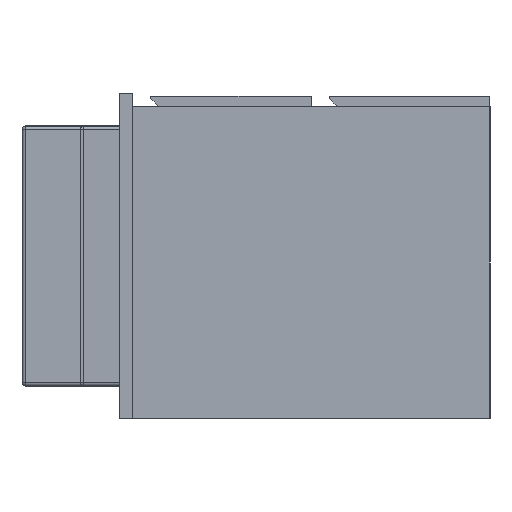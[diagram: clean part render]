
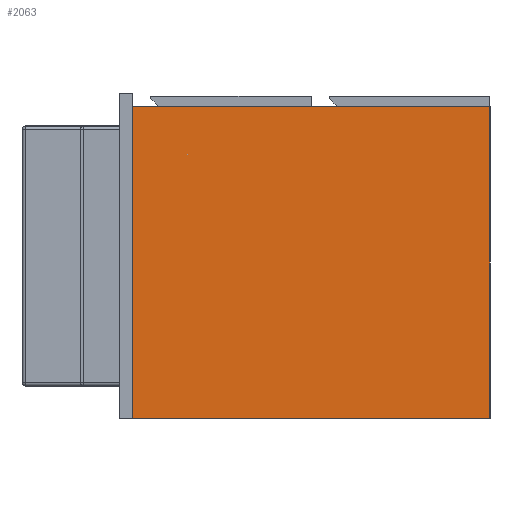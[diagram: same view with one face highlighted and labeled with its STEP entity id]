
A CAD part, left-side view. The second image highlights one B-rep face of the part: STEP entity #2063.
In plain terms, the highlighted planar face has unit normal (-1, 0, 0).
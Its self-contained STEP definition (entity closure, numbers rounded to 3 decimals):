
#155 = LINE ( 'NONE', #1743, #7508 ) ;
#826 = EDGE_CURVE ( 'NONE', #3806, #2482, #155, .T. ) ;
#894 = CARTESIAN_POINT ( 'NONE',  ( -744., 275., 0. ) ) ;
#1023 = VECTOR ( 'NONE', #2495, 1000. ) ;
#1290 = ORIENTED_EDGE ( 'NONE', *, *, #4009, .T. ) ;
#1495 = EDGE_CURVE ( 'NONE', #5890, #6097, #5445, .T. ) ;
#1564 = DIRECTION ( 'NONE',  ( 0., 1., 0. ) ) ;
#1743 = CARTESIAN_POINT ( 'NONE',  ( -744., 275., 480. ) ) ;
#2063 = ADVANCED_FACE ( 'NONE', ( #7329 ), #2864, .T. ) ;
#2482 = VERTEX_POINT ( 'NONE', #5325 ) ;
#2495 = DIRECTION ( 'NONE',  ( 0., 0., -1. ) ) ;
#2732 = VECTOR ( 'NONE', #5043, 1000. ) ;
#2864 = PLANE ( 'NONE',  #5783 ) ;
#3030 = LINE ( 'NONE', #6548, #1023 ) ;
#3037 = LINE ( 'NONE', #4501, #2732 ) ;
#3237 = ORIENTED_EDGE ( 'NONE', *, *, #4980, .F. ) ;
#3806 = VERTEX_POINT ( 'NONE', #4723 ) ;
#4009 = EDGE_CURVE ( 'NONE', #2482, #6097, #3030, .T. ) ;
#4303 = DIRECTION ( 'NONE',  ( -1., 0., 0. ) ) ;
#4501 = CARTESIAN_POINT ( 'NONE',  ( -744., -275., 480. ) ) ;
#4723 = CARTESIAN_POINT ( 'NONE',  ( -744., -275., 480. ) ) ;
#4980 = EDGE_CURVE ( 'NONE', #3806, #5890, #3037, .T. ) ;
#5043 = DIRECTION ( 'NONE',  ( 0., 0., -1. ) ) ;
#5325 = CARTESIAN_POINT ( 'NONE',  ( -744., 275., 480. ) ) ;
#5445 = LINE ( 'NONE', #5592, #7667 ) ;
#5592 = CARTESIAN_POINT ( 'NONE',  ( -744., 275., 0. ) ) ;
#5783 = AXIS2_PLACEMENT_3D ( 'NONE', #6081, #4303, #8393 ) ;
#5890 = VERTEX_POINT ( 'NONE', #8142 ) ;
#6081 = CARTESIAN_POINT ( 'NONE',  ( -744., 275., 480. ) ) ;
#6097 = VERTEX_POINT ( 'NONE', #894 ) ;
#6548 = CARTESIAN_POINT ( 'NONE',  ( -744., 275., 480. ) ) ;
#7030 = ORIENTED_EDGE ( 'NONE', *, *, #826, .T. ) ;
#7109 = DIRECTION ( 'NONE',  ( 0., 1., 0. ) ) ;
#7329 = FACE_OUTER_BOUND ( 'NONE', #8555, .T. ) ;
#7508 = VECTOR ( 'NONE', #7109, 1000. ) ;
#7667 = VECTOR ( 'NONE', #1564, 1000. ) ;
#7834 = ORIENTED_EDGE ( 'NONE', *, *, #1495, .F. ) ;
#8142 = CARTESIAN_POINT ( 'NONE',  ( -744., -275., 0. ) ) ;
#8393 = DIRECTION ( 'NONE',  ( 0., 0., 1. ) ) ;
#8555 = EDGE_LOOP ( 'NONE', ( #7834, #3237, #7030, #1290 ) ) ;
